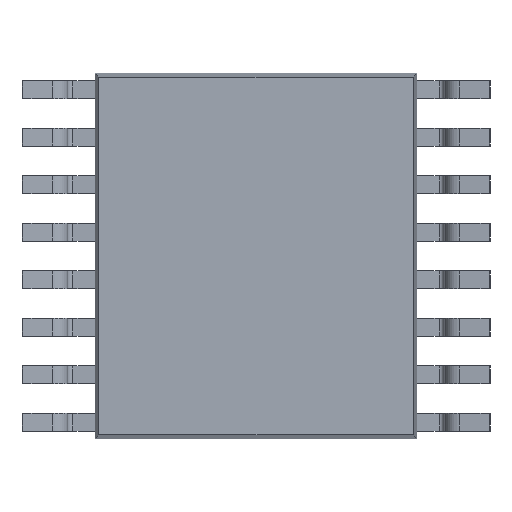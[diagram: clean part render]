
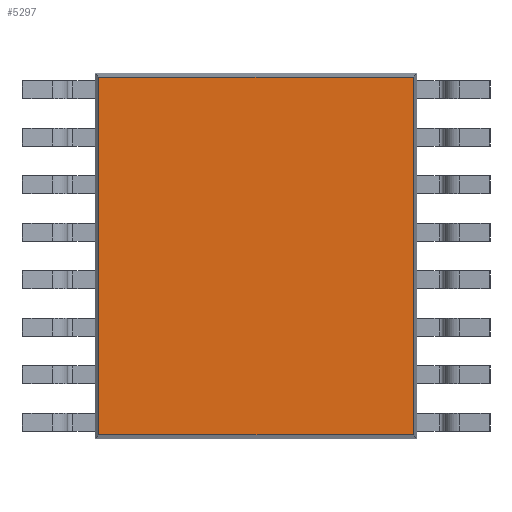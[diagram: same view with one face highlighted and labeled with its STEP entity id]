
A CAD part, front view. The second image highlights one B-rep face of the part: STEP entity #5297.
In plain terms, the highlighted planar face has unit normal (0, -1, 0).
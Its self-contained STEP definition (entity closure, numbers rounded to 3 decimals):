
#263 = VERTEX_POINT ( 'NONE', #5489 ) ;
#425 = VECTOR ( 'NONE', #6910, 1000. ) ;
#632 = VECTOR ( 'NONE', #803, 1000. ) ;
#697 = VERTEX_POINT ( 'NONE', #6521 ) ;
#724 = ORIENTED_EDGE ( 'NONE', *, *, #1974, .T. ) ;
#803 = DIRECTION ( 'NONE',  ( 1., 0., 0. ) ) ;
#862 = FACE_OUTER_BOUND ( 'NONE', #5956, .T. ) ;
#1131 = PLANE ( 'NONE',  #6111 ) ;
#1429 = VERTEX_POINT ( 'NONE', #2605 ) ;
#1505 = LINE ( 'NONE', #4316, #425 ) ;
#1766 = DIRECTION ( 'NONE',  ( 0., 0., -1. ) ) ;
#1974 = EDGE_CURVE ( 'NONE', #697, #263, #1505, .T. ) ;
#2507 = VERTEX_POINT ( 'NONE', #4925 ) ;
#2605 = CARTESIAN_POINT ( 'NONE',  ( -2.147, 0.15, -2.447 ) ) ;
#2768 = DIRECTION ( 'NONE',  ( 0., 0., -1. ) ) ;
#3515 = ORIENTED_EDGE ( 'NONE', *, *, #5983, .T. ) ;
#3685 = LINE ( 'NONE', #7082, #6760 ) ;
#3774 = ORIENTED_EDGE ( 'NONE', *, *, #7279, .T. ) ;
#3822 = LINE ( 'NONE', #7170, #632 ) ;
#3900 = EDGE_CURVE ( 'NONE', #1429, #697, #3822, .T. ) ;
#3962 = DIRECTION ( 'NONE',  ( 0., -1., 0. ) ) ;
#4254 = DIRECTION ( 'NONE',  ( -1., 0., 0. ) ) ;
#4316 = CARTESIAN_POINT ( 'NONE',  ( 2.147, 0.15, 2.5 ) ) ;
#4522 = CARTESIAN_POINT ( 'NONE',  ( 0., 0.15, 0. ) ) ;
#4686 = LINE ( 'NONE', #5872, #5880 ) ;
#4925 = CARTESIAN_POINT ( 'NONE',  ( -2.147, 0.15, 2.447 ) ) ;
#5297 = ADVANCED_FACE ( 'NONE', ( #862 ), #1131, .T. ) ;
#5489 = CARTESIAN_POINT ( 'NONE',  ( 2.147, 0.15, 2.447 ) ) ;
#5872 = CARTESIAN_POINT ( 'NONE',  ( -2.147, 0.15, -2.5 ) ) ;
#5880 = VECTOR ( 'NONE', #1766, 1000. ) ;
#5956 = EDGE_LOOP ( 'NONE', ( #3515, #6348, #724, #3774 ) ) ;
#5983 = EDGE_CURVE ( 'NONE', #2507, #1429, #4686, .T. ) ;
#6111 = AXIS2_PLACEMENT_3D ( 'NONE', #4522, #3962, #2768 ) ;
#6348 = ORIENTED_EDGE ( 'NONE', *, *, #3900, .T. ) ;
#6521 = CARTESIAN_POINT ( 'NONE',  ( 2.147, 0.15, -2.447 ) ) ;
#6760 = VECTOR ( 'NONE', #4254, 1000. ) ;
#6910 = DIRECTION ( 'NONE',  ( 0., 0., 1. ) ) ;
#7082 = CARTESIAN_POINT ( 'NONE',  ( -2.2, 0.15, 2.447 ) ) ;
#7170 = CARTESIAN_POINT ( 'NONE',  ( 2.2, 0.15, -2.447 ) ) ;
#7279 = EDGE_CURVE ( 'NONE', #263, #2507, #3685, .T. ) ;
